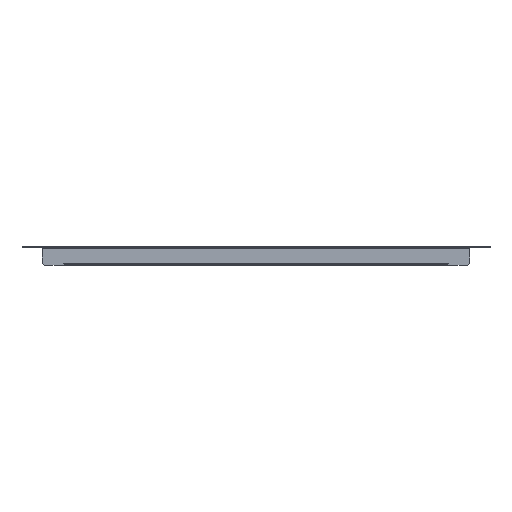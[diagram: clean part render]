
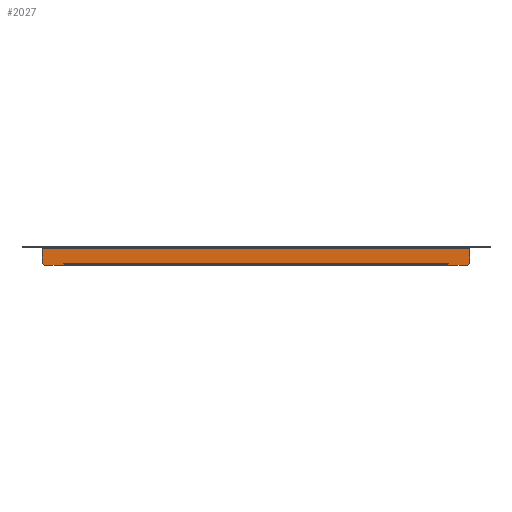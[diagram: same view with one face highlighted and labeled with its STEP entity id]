
A CAD part, front view. The second image highlights one B-rep face of the part: STEP entity #2027.
In plain terms, the highlighted planar face has unit normal (0, -1, 0).
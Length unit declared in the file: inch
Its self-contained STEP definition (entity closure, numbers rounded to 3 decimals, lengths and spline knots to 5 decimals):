
#3 = CARTESIAN_POINT ( 'NONE',  ( 11.075, -24.55, -0.949 ) ) ;
#22 = VERTEX_POINT ( 'NONE', #3 ) ;
#44 = AXIS2_PLACEMENT_3D ( 'NONE', #2577, #2112, #3062 ) ;
#48 = DIRECTION ( 'NONE',  ( 0., 0., -1. ) ) ;
#105 = DIRECTION ( 'NONE',  ( 0., 1., 0. ) ) ;
#117 = ORIENTED_EDGE ( 'NONE', *, *, #2943, .F. ) ;
#151 = CARTESIAN_POINT ( 'NONE',  ( -11.09, -24.55, -0.949 ) ) ;
#153 = EDGE_CURVE ( 'NONE', #1301, #2535, #876, .T. ) ;
#188 = VECTOR ( 'NONE', #1340, 39.37008 ) ;
#192 = DIRECTION ( 'NONE',  ( 0., 1., 0. ) ) ;
#199 = VERTEX_POINT ( 'NONE', #2676 ) ;
#203 = ORIENTED_EDGE ( 'NONE', *, *, #1526, .F. ) ;
#205 = CARTESIAN_POINT ( 'NONE',  ( -12.1375, -24.55, -0.8875 ) ) ;
#217 = DIRECTION ( 'NONE',  ( -1., 0., 0. ) ) ;
#237 = EDGE_LOOP ( 'NONE', ( #482, #3110, #1969, #2262, #727, #203, #1243, #2219, #2163, #117, #977, #2015, #2516, #379 ) ) ;
#269 = LINE ( 'NONE', #1230, #2044 ) ;
#333 = EDGE_CURVE ( 'NONE', #2045, #2604, #371, .T. ) ;
#337 = LINE ( 'NONE', #1300, #696 ) ;
#371 = CIRCLE ( 'NONE', #522, 0.0075 ) ;
#379 = ORIENTED_EDGE ( 'NONE', *, *, #430, .F. ) ;
#389 = DIRECTION ( 'NONE',  ( 0., 1., 0. ) ) ;
#430 = EDGE_CURVE ( 'NONE', #2045, #2419, #3049, .T. ) ;
#445 = CARTESIAN_POINT ( 'NONE',  ( 11.105, -24.55, -1.075 ) ) ;
#482 = ORIENTED_EDGE ( 'NONE', *, *, #333, .T. ) ;
#522 = AXIS2_PLACEMENT_3D ( 'NONE', #863, #389, #2748 ) ;
#540 = AXIS2_PLACEMENT_3D ( 'NONE', #205, #2101, #3057 ) ;
#573 = CARTESIAN_POINT ( 'NONE',  ( -11.105, -24.55, -1.075 ) ) ;
#591 = LINE ( 'NONE', #2763, #2711 ) ;
#623 = VECTOR ( 'NONE', #1830, 39.37008 ) ;
#677 = CARTESIAN_POINT ( 'NONE',  ( 12.325, -24.55, -0.126 ) ) ;
#696 = VECTOR ( 'NONE', #1475, 39.37008 ) ;
#727 = ORIENTED_EDGE ( 'NONE', *, *, #153, .F. ) ;
#855 = EDGE_CURVE ( 'NONE', #22, #1844, #969, .T. ) ;
#858 = EDGE_CURVE ( 'NONE', #2084, #1461, #2684, .T. ) ;
#863 = CARTESIAN_POINT ( 'NONE',  ( -11.0825, -24.55, -0.949 ) ) ;
#876 = CIRCLE ( 'NONE', #2637, 0.015 ) ;
#879 = CARTESIAN_POINT ( 'NONE',  ( 12.325, -24.55, -0.8875 ) ) ;
#896 = DIRECTION ( 'NONE',  ( 0., 1., 0. ) ) ;
#905 = LINE ( 'NONE', #2070, #1700 ) ;
#969 = CIRCLE ( 'NONE', #1375, 0.0075 ) ;
#977 = ORIENTED_EDGE ( 'NONE', *, *, #1310, .F. ) ;
#1014 = CARTESIAN_POINT ( 'NONE',  ( -11.09, -24.55, -1.06 ) ) ;
#1044 = DIRECTION ( 'NONE',  ( -1., 0., 0. ) ) ;
#1046 = EDGE_CURVE ( 'NONE', #2315, #1129, #269, .T. ) ;
#1053 = FACE_OUTER_BOUND ( 'NONE', #237, .T. ) ;
#1092 = CARTESIAN_POINT ( 'NONE',  ( -12.1375, -24.55, -1.075 ) ) ;
#1129 = VERTEX_POINT ( 'NONE', #1092 ) ;
#1171 = AXIS2_PLACEMENT_3D ( 'NONE', #2623, #2139, #2024 ) ;
#1209 = CARTESIAN_POINT ( 'NONE',  ( 11.09, -24.55, -0.949 ) ) ;
#1230 = CARTESIAN_POINT ( 'NONE',  ( 12.325, -24.55, -1.075 ) ) ;
#1243 = ORIENTED_EDGE ( 'NONE', *, *, #858, .F. ) ;
#1298 = CIRCLE ( 'NONE', #44, 0.015 ) ;
#1300 = CARTESIAN_POINT ( 'NONE',  ( 12.325, -24.55, -0.949 ) ) ;
#1301 = VERTEX_POINT ( 'NONE', #445 ) ;
#1310 = EDGE_CURVE ( 'NONE', #1129, #1426, #2602, .T. ) ;
#1340 = DIRECTION ( 'NONE',  ( 0., 0., -1. ) ) ;
#1375 = AXIS2_PLACEMENT_3D ( 'NONE', #3013, #192, #2780 ) ;
#1426 = VERTEX_POINT ( 'NONE', #2635 ) ;
#1461 = VERTEX_POINT ( 'NONE', #2503 ) ;
#1475 = DIRECTION ( 'NONE',  ( -1., 0., 0. ) ) ;
#1526 = EDGE_CURVE ( 'NONE', #1461, #1301, #2487, .T. ) ;
#1547 = DIRECTION ( 'NONE',  ( 0., 0., 1. ) ) ;
#1574 = LINE ( 'NONE', #677, #188 ) ;
#1622 = CARTESIAN_POINT ( 'NONE',  ( -11.09, -24.55, -0.126 ) ) ;
#1668 = EDGE_CURVE ( 'NONE', #199, #2084, #1574, .T. ) ;
#1700 = VECTOR ( 'NONE', #2789, 39.37008 ) ;
#1745 = CARTESIAN_POINT ( 'NONE',  ( 11.105, -24.55, -1.06 ) ) ;
#1797 = CARTESIAN_POINT ( 'NONE',  ( 12.325, -24.55, -1.075 ) ) ;
#1830 = DIRECTION ( 'NONE',  ( 0., 0., -1. ) ) ;
#1844 = VERTEX_POINT ( 'NONE', #1209 ) ;
#1911 = CARTESIAN_POINT ( 'NONE',  ( 12.325, -24.55, -0.126 ) ) ;
#1969 = ORIENTED_EDGE ( 'NONE', *, *, #855, .T. ) ;
#2015 = ORIENTED_EDGE ( 'NONE', *, *, #1046, .F. ) ;
#2024 = DIRECTION ( 'NONE',  ( 0., 0., -1. ) ) ;
#2027 = ADVANCED_FACE ( 'NONE', ( #1053 ), #3045, .F. ) ;
#2044 = VECTOR ( 'NONE', #1044, 39.37008 ) ;
#2045 = VERTEX_POINT ( 'NONE', #151 ) ;
#2070 = CARTESIAN_POINT ( 'NONE',  ( -12.325, -24.55, -0.126 ) ) ;
#2074 = CARTESIAN_POINT ( 'NONE',  ( 11.09, -24.55, -1.06 ) ) ;
#2078 = CARTESIAN_POINT ( 'NONE',  ( 12.325, -24.55, -0.126 ) ) ;
#2084 = VERTEX_POINT ( 'NONE', #879 ) ;
#2101 = DIRECTION ( 'NONE',  ( 0., 1., 0. ) ) ;
#2105 = AXIS2_PLACEMENT_3D ( 'NONE', #2078, #896, #2767 ) ;
#2108 = EDGE_CURVE ( 'NONE', #2419, #2315, #1298, .T. ) ;
#2112 = DIRECTION ( 'NONE',  ( 0., 1., 0. ) ) ;
#2139 = DIRECTION ( 'NONE',  ( 0., 1., 0. ) ) ;
#2163 = ORIENTED_EDGE ( 'NONE', *, *, #3085, .T. ) ;
#2172 = CARTESIAN_POINT ( 'NONE',  ( -11.075, -24.55, -0.949 ) ) ;
#2180 = CARTESIAN_POINT ( 'NONE',  ( -12.325, -24.55, -0.126 ) ) ;
#2219 = ORIENTED_EDGE ( 'NONE', *, *, #1668, .F. ) ;
#2249 = VECTOR ( 'NONE', #217, 39.37008 ) ;
#2262 = ORIENTED_EDGE ( 'NONE', *, *, #2510, .F. ) ;
#2315 = VERTEX_POINT ( 'NONE', #573 ) ;
#2357 = EDGE_CURVE ( 'NONE', #22, #2604, #337, .T. ) ;
#2378 = LINE ( 'NONE', #1911, #2249 ) ;
#2419 = VERTEX_POINT ( 'NONE', #1014 ) ;
#2487 = LINE ( 'NONE', #1797, #2944 ) ;
#2503 = CARTESIAN_POINT ( 'NONE',  ( 12.1375, -24.55, -1.075 ) ) ;
#2510 = EDGE_CURVE ( 'NONE', #2535, #1844, #591, .T. ) ;
#2516 = ORIENTED_EDGE ( 'NONE', *, *, #2108, .F. ) ;
#2535 = VERTEX_POINT ( 'NONE', #2074 ) ;
#2577 = CARTESIAN_POINT ( 'NONE',  ( -11.105, -24.55, -1.06 ) ) ;
#2602 = CIRCLE ( 'NONE', #540, 0.1875 ) ;
#2604 = VERTEX_POINT ( 'NONE', #2172 ) ;
#2623 = CARTESIAN_POINT ( 'NONE',  ( 12.1375, -24.55, -0.8875 ) ) ;
#2635 = CARTESIAN_POINT ( 'NONE',  ( -12.325, -24.55, -0.8875 ) ) ;
#2637 = AXIS2_PLACEMENT_3D ( 'NONE', #1745, #105, #48 ) ;
#2676 = CARTESIAN_POINT ( 'NONE',  ( 12.325, -24.55, -0.126 ) ) ;
#2684 = CIRCLE ( 'NONE', #1171, 0.1875 ) ;
#2711 = VECTOR ( 'NONE', #1547, 39.37008 ) ;
#2748 = DIRECTION ( 'NONE',  ( 0., 0., -1. ) ) ;
#2756 = DIRECTION ( 'NONE',  ( -1., 0., 0. ) ) ;
#2763 = CARTESIAN_POINT ( 'NONE',  ( 11.09, -24.55, -0.126 ) ) ;
#2767 = DIRECTION ( 'NONE',  ( 0., 0., -1. ) ) ;
#2780 = DIRECTION ( 'NONE',  ( 0., 0., 1. ) ) ;
#2789 = DIRECTION ( 'NONE',  ( 0., 0., 1. ) ) ;
#2943 = EDGE_CURVE ( 'NONE', #1426, #3008, #905, .T. ) ;
#2944 = VECTOR ( 'NONE', #2756, 39.37008 ) ;
#3008 = VERTEX_POINT ( 'NONE', #2180 ) ;
#3013 = CARTESIAN_POINT ( 'NONE',  ( 11.0825, -24.55, -0.949 ) ) ;
#3045 = PLANE ( 'NONE',  #2105 ) ;
#3049 = LINE ( 'NONE', #1622, #623 ) ;
#3057 = DIRECTION ( 'NONE',  ( 0., 0., -1. ) ) ;
#3062 = DIRECTION ( 'NONE',  ( 0., 0., 1. ) ) ;
#3085 = EDGE_CURVE ( 'NONE', #199, #3008, #2378, .T. ) ;
#3110 = ORIENTED_EDGE ( 'NONE', *, *, #2357, .F. ) ;
